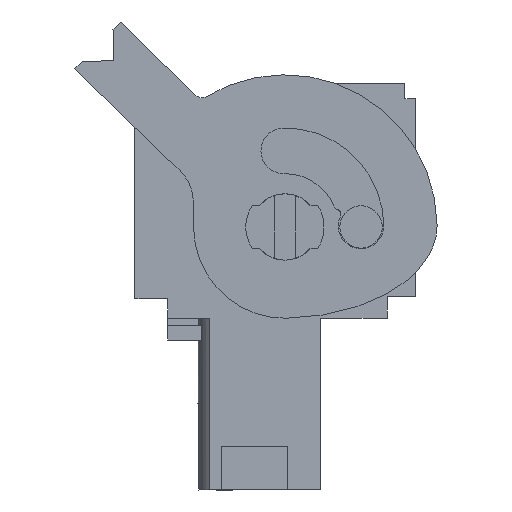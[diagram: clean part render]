
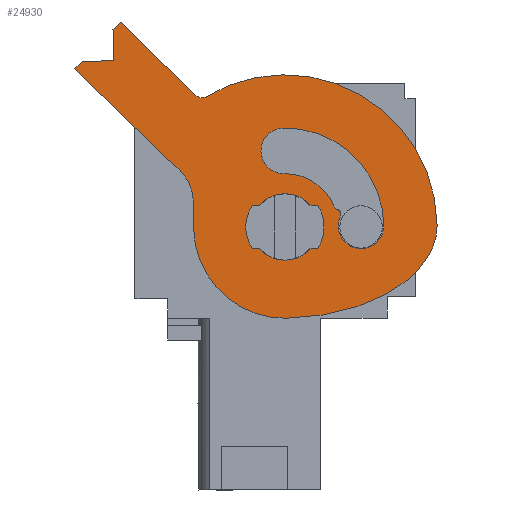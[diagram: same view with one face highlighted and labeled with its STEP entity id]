
A CAD part, left-side view. The second image highlights one B-rep face of the part: STEP entity #24930.
In plain terms, the highlighted planar face has unit normal (-1, 0, 0).
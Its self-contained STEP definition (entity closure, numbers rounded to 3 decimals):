
#24269=AXIS2_PLACEMENT_3D('Circle Axis2P3D',#24267,#24268,$) ;
#24472=AXIS2_PLACEMENT_3D('Circle Axis2P3D',#24470,#24471,$) ;
#24503=AXIS2_PLACEMENT_3D('Circle Axis2P3D',#24501,#24502,$) ;
#24656=AXIS2_PLACEMENT_3D('Circle Axis2P3D',#24654,#24655,$) ;
#24687=AXIS2_PLACEMENT_3D('Circle Axis2P3D',#24685,#24686,$) ;
#24711=AXIS2_PLACEMENT_3D('Circle Axis2P3D',#24709,#24710,$) ;
#24735=AXIS2_PLACEMENT_3D('Circle Axis2P3D',#24733,#24734,$) ;
#24759=AXIS2_PLACEMENT_3D('Circle Axis2P3D',#24757,#24758,$) ;
#24776=AXIS2_PLACEMENT_3D('Circle Axis2P3D',#24774,#24775,$) ;
#24793=AXIS2_PLACEMENT_3D('Circle Axis2P3D',#24791,#24792,$) ;
#24841=AXIS2_PLACEMENT_3D('Circle Axis2P3D',#24839,#24840,$) ;
#24897=AXIS2_PLACEMENT_3D('Plane Axis2P3D',#24894,#24895,#24896) ;
#24915=AXIS2_PLACEMENT_3D('Circle Axis2P3D',#24913,#24914,$) ;
#24264=CARTESIAN_POINT('Vertex',(0.5,6.999,13.625)) ;
#24267=CARTESIAN_POINT('Axis2P3D Location',(0.5,6.999,12.1)) ;
#24271=CARTESIAN_POINT('Vertex',(0.5,6.999,10.575)) ;
#24467=CARTESIAN_POINT('Vertex',(0.5,10.607,18.099)) ;
#24470=CARTESIAN_POINT('Axis2P3D Location',(0.5,6.999,12.1)) ;
#24474=CARTESIAN_POINT('Vertex',(0.5,0.,12.21)) ;
#24498=CARTESIAN_POINT('Vertex',(0.5,6.933,7.901)) ;
#24501=CARTESIAN_POINT('Axis2P3D Location',(0.5,6.999,12.1)) ;
#24505=CARTESIAN_POINT('Vertex',(0.5,11.198,12.034)) ;
#24529=CARTESIAN_POINT('Vertex',(0.5,16.66,19.374)) ;
#24532=CARTESIAN_POINT('Line Origine',(0.5,16.492,19.547)) ;
#24536=CARTESIAN_POINT('Vertex',(0.5,16.324,19.72)) ;
#24556=CARTESIAN_POINT('Line Origine',(0.5,15.605,19.732)) ;
#24560=CARTESIAN_POINT('Vertex',(0.5,14.886,19.743)) ;
#24580=CARTESIAN_POINT('Line Origine',(0.5,14.897,20.462)) ;
#24584=CARTESIAN_POINT('Vertex',(0.5,14.909,21.181)) ;
#24599=CARTESIAN_POINT('Line Origine',(0.5,14.741,21.355)) ;
#24603=CARTESIAN_POINT('Vertex',(0.5,14.573,21.528)) ;
#24623=CARTESIAN_POINT('Line Origine',(0.5,12.832,19.841)) ;
#24627=CARTESIAN_POINT('Vertex',(0.5,11.091,18.154)) ;
#24651=CARTESIAN_POINT('Vertex',(0.5,7.038,14.55)) ;
#24654=CARTESIAN_POINT('Axis2P3D Location',(0.5,6.999,12.1)) ;
#24658=CARTESIAN_POINT('Vertex',(0.5,4.727,13.018)) ;
#24682=CARTESIAN_POINT('Vertex',(0.5,4.583,12.897)) ;
#24685=CARTESIAN_POINT('Axis2P3D Location',(0.5,4.624,12.701)) ;
#24689=CARTESIAN_POINT('Vertex',(0.5,4.444,12.614)) ;
#24709=CARTESIAN_POINT('Axis2P3D Location',(0.5,4.542,13.093)) ;
#24730=CARTESIAN_POINT('Vertex',(0.5,7.071,16.649)) ;
#24733=CARTESIAN_POINT('Axis2P3D Location',(0.5,7.054,15.6)) ;
#24754=CARTESIAN_POINT('Vertex',(0.5,2.45,12.172)) ;
#24757=CARTESIAN_POINT('Axis2P3D Location',(0.5,6.999,12.1)) ;
#24774=CARTESIAN_POINT('Axis2P3D Location',(0.5,3.499,12.155)) ;
#24791=CARTESIAN_POINT('Axis2P3D Location',(0.5,10.813,18.442)) ;
#24812=CARTESIAN_POINT('Vertex',(0.5,11.826,14.689)) ;
#24815=CARTESIAN_POINT('Line Origine',(0.5,14.243,17.031)) ;
#24836=CARTESIAN_POINT('Vertex',(0.5,11.218,13.284)) ;
#24839=CARTESIAN_POINT('Axis2P3D Location',(0.5,13.218,13.253)) ;
#24856=CARTESIAN_POINT('Line Origine',(0.5,11.208,12.659)) ;
#24877=CARTESIAN_POINT('Control Point',(0.5,6.933,7.901)) ;
#24878=CARTESIAN_POINT('Control Point',(0.5,5.853,7.917)) ;
#24879=CARTESIAN_POINT('Control Point',(0.5,4.775,8.059)) ;
#24880=CARTESIAN_POINT('Control Point',(0.5,3.734,8.326)) ;
#24881=CARTESIAN_POINT('Control Point',(0.5,1.928,9.07)) ;
#24882=CARTESIAN_POINT('Control Point',(0.5,0.648,10.227)) ;
#24883=CARTESIAN_POINT('Control Point',(0.5,0.205,10.857)) ;
#24884=CARTESIAN_POINT('Control Point',(0.5,-0.011,11.535)) ;
#24885=CARTESIAN_POINT('Control Point',(0.5,0.,12.21)) ;
#24894=CARTESIAN_POINT('Axis2P3D Location',(0.5,8.399,24.2)) ;
#24913=CARTESIAN_POINT('Axis2P3D Location',(0.5,6.999,12.1)) ;
#24268=DIRECTION('Axis2P3D Direction',(-1.,0.,0.)) ;
#24471=DIRECTION('Axis2P3D Direction',(-1.,0.,0.)) ;
#24502=DIRECTION('Axis2P3D Direction',(-1.,0.,0.)) ;
#24533=DIRECTION('Vector Direction',(0.,-0.696,0.718)) ;
#24557=DIRECTION('Vector Direction',(0.,-1.,0.016)) ;
#24581=DIRECTION('Vector Direction',(0.,0.016,1.)) ;
#24600=DIRECTION('Vector Direction',(0.,-0.696,0.718)) ;
#24624=DIRECTION('Vector Direction',(0.,-0.718,-0.696)) ;
#24655=DIRECTION('Axis2P3D Direction',(-1.,0.,0.)) ;
#24686=DIRECTION('Axis2P3D Direction',(-1.,0.,0.)) ;
#24710=DIRECTION('Axis2P3D Direction',(-1.,0.,0.)) ;
#24734=DIRECTION('Axis2P3D Direction',(-1.,0.,0.)) ;
#24758=DIRECTION('Axis2P3D Direction',(-1.,0.,0.)) ;
#24775=DIRECTION('Axis2P3D Direction',(-1.,0.,0.)) ;
#24792=DIRECTION('Axis2P3D Direction',(-1.,0.,0.)) ;
#24816=DIRECTION('Vector Direction',(0.,-0.718,-0.696)) ;
#24840=DIRECTION('Axis2P3D Direction',(-1.,0.,0.)) ;
#24857=DIRECTION('Vector Direction',(0.,-0.016,-1.)) ;
#24895=DIRECTION('Axis2P3D Direction',(1.,0.,0.)) ;
#24896=DIRECTION('Axis2P3D XDirection',(0.,0.,-1.)) ;
#24914=DIRECTION('Axis2P3D Direction',(1.,0.,0.)) ;
#24534=VECTOR('Line Direction',#24533,1.) ;
#24558=VECTOR('Line Direction',#24557,1.) ;
#24582=VECTOR('Line Direction',#24581,1.) ;
#24601=VECTOR('Line Direction',#24600,1.) ;
#24625=VECTOR('Line Direction',#24624,1.) ;
#24817=VECTOR('Line Direction',#24816,1.) ;
#24858=VECTOR('Line Direction',#24857,1.) ;
#24900=ORIENTED_EDGE('',*,*,#24886,.T.) ;
#24901=ORIENTED_EDGE('',*,*,#24476,.F.) ;
#24902=ORIENTED_EDGE('',*,*,#24795,.T.) ;
#24903=ORIENTED_EDGE('',*,*,#24629,.F.) ;
#24904=ORIENTED_EDGE('',*,*,#24605,.F.) ;
#24905=ORIENTED_EDGE('',*,*,#24586,.F.) ;
#24906=ORIENTED_EDGE('',*,*,#24562,.F.) ;
#24907=ORIENTED_EDGE('',*,*,#24538,.F.) ;
#24908=ORIENTED_EDGE('',*,*,#24819,.T.) ;
#24909=ORIENTED_EDGE('',*,*,#24843,.T.) ;
#24910=ORIENTED_EDGE('',*,*,#24860,.T.) ;
#24911=ORIENTED_EDGE('',*,*,#24507,.F.) ;
#24919=ORIENTED_EDGE('',*,*,#24917,.T.) ;
#24920=ORIENTED_EDGE('',*,*,#24273,.T.) ;
#24923=ORIENTED_EDGE('',*,*,#24761,.T.) ;
#24924=ORIENTED_EDGE('',*,*,#24778,.T.) ;
#24925=ORIENTED_EDGE('',*,*,#24691,.F.) ;
#24926=ORIENTED_EDGE('',*,*,#24713,.T.) ;
#24927=ORIENTED_EDGE('',*,*,#24660,.F.) ;
#24928=ORIENTED_EDGE('',*,*,#24737,.T.) ;
#24921=FACE_BOUND('',#24918,.T.) ;
#24929=FACE_BOUND('',#24922,.T.) ;
#24930=ADVANCED_FACE('L\X2\00F6\X0\sehebel.2',(#24912,#24921,#24929),#24898,.F.) ;
#24876=B_SPLINE_CURVE_WITH_KNOTS('',5,(#24877,#24878,#24879,#24880,#24881,#24882,#24883,#24884,#24885),.UNSPECIFIED.,.F.,.U.,(6,3,6),(0.,8.296,15.673),.UNSPECIFIED.) ;
#24270=CIRCLE('generated circle',#24269,1.525) ;
#24473=CIRCLE('generated circle',#24472,7.) ;
#24504=CIRCLE('generated circle',#24503,4.2) ;
#24657=CIRCLE('generated circle',#24656,2.45) ;
#24688=CIRCLE('generated circle',#24687,0.2) ;
#24712=CIRCLE('generated circle',#24711,0.2) ;
#24736=CIRCLE('generated circle',#24735,1.05) ;
#24760=CIRCLE('generated circle',#24759,4.55) ;
#24777=CIRCLE('generated circle',#24776,1.05) ;
#24794=CIRCLE('generated circle',#24793,0.4) ;
#24842=CIRCLE('generated circle',#24841,2.) ;
#24916=CIRCLE('generated circle',#24915,1.525) ;
#24273=EDGE_CURVE('',#24272,#24265,#24270,.F.) ;
#24476=EDGE_CURVE('',#24468,#24475,#24473,.F.) ;
#24507=EDGE_CURVE('',#24499,#24506,#24504,.F.) ;
#24538=EDGE_CURVE('',#24530,#24537,#24535,.T.) ;
#24562=EDGE_CURVE('',#24537,#24561,#24559,.T.) ;
#24586=EDGE_CURVE('',#24561,#24585,#24583,.T.) ;
#24605=EDGE_CURVE('',#24585,#24604,#24602,.T.) ;
#24629=EDGE_CURVE('',#24604,#24628,#24626,.T.) ;
#24660=EDGE_CURVE('',#24652,#24659,#24657,.F.) ;
#24691=EDGE_CURVE('',#24683,#24690,#24688,.F.) ;
#24713=EDGE_CURVE('',#24683,#24659,#24712,.F.) ;
#24737=EDGE_CURVE('',#24652,#24731,#24736,.F.) ;
#24761=EDGE_CURVE('',#24731,#24755,#24760,.F.) ;
#24778=EDGE_CURVE('',#24755,#24690,#24777,.F.) ;
#24795=EDGE_CURVE('',#24468,#24628,#24794,.F.) ;
#24819=EDGE_CURVE('',#24530,#24813,#24818,.T.) ;
#24843=EDGE_CURVE('',#24813,#24837,#24842,.F.) ;
#24860=EDGE_CURVE('',#24837,#24506,#24859,.T.) ;
#24886=EDGE_CURVE('',#24499,#24475,#24876,.T.) ;
#24917=EDGE_CURVE('',#24265,#24272,#24916,.T.) ;
#24899=EDGE_LOOP('',(#24900,#24901,#24902,#24903,#24904,#24905,#24906,#24907,#24908,#24909,#24910,#24911)) ;
#24918=EDGE_LOOP('',(#24919,#24920)) ;
#24922=EDGE_LOOP('',(#24923,#24924,#24925,#24926,#24927,#24928)) ;
#24912=FACE_OUTER_BOUND('',#24899,.T.) ;
#24535=LINE('Line',#24532,#24534) ;
#24559=LINE('Line',#24556,#24558) ;
#24583=LINE('Line',#24580,#24582) ;
#24602=LINE('Line',#24599,#24601) ;
#24626=LINE('Line',#24623,#24625) ;
#24818=LINE('Line',#24815,#24817) ;
#24859=LINE('Line',#24856,#24858) ;
#24898=PLANE('',#24897) ;
#24265=VERTEX_POINT('',#24264) ;
#24272=VERTEX_POINT('',#24271) ;
#24468=VERTEX_POINT('',#24467) ;
#24475=VERTEX_POINT('',#24474) ;
#24499=VERTEX_POINT('',#24498) ;
#24506=VERTEX_POINT('',#24505) ;
#24530=VERTEX_POINT('',#24529) ;
#24537=VERTEX_POINT('',#24536) ;
#24561=VERTEX_POINT('',#24560) ;
#24585=VERTEX_POINT('',#24584) ;
#24604=VERTEX_POINT('',#24603) ;
#24628=VERTEX_POINT('',#24627) ;
#24652=VERTEX_POINT('',#24651) ;
#24659=VERTEX_POINT('',#24658) ;
#24683=VERTEX_POINT('',#24682) ;
#24690=VERTEX_POINT('',#24689) ;
#24731=VERTEX_POINT('',#24730) ;
#24755=VERTEX_POINT('',#24754) ;
#24813=VERTEX_POINT('',#24812) ;
#24837=VERTEX_POINT('',#24836) ;
